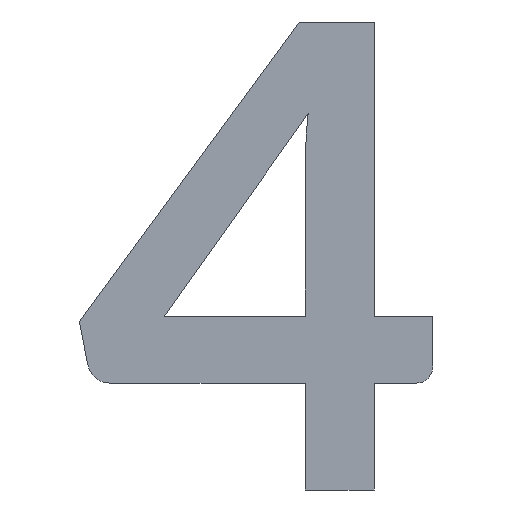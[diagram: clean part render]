
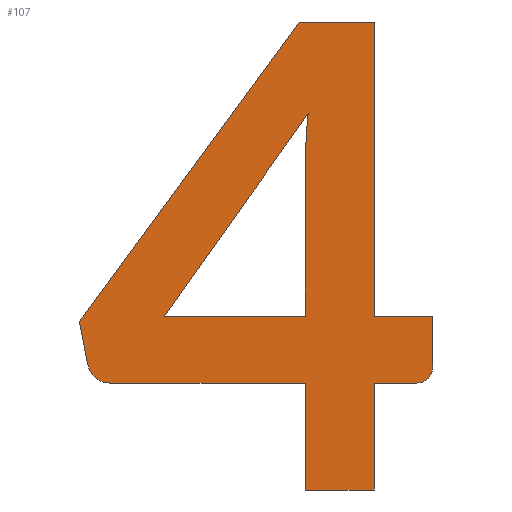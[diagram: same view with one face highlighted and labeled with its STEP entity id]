
A CAD part, front view. The second image highlights one B-rep face of the part: STEP entity #107.
In plain terms, the highlighted planar face has unit normal (0, -1, 0).
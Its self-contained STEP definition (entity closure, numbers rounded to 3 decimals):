
#12=CIRCLE('',#114,1.418);
#13=CIRCLE('',#115,0.073);
#14=CIRCLE('',#116,0.063);
#15=CIRCLE('',#117,0.043);
#16=CIRCLE('',#118,0.055);
#17=ORIENTED_EDGE('',*,*,#36,.F.);
#18=ORIENTED_EDGE('',*,*,#37,.F.);
#19=ORIENTED_EDGE('',*,*,#38,.F.);
#20=ORIENTED_EDGE('',*,*,#39,.F.);
#21=ORIENTED_EDGE('',*,*,#40,.F.);
#22=ORIENTED_EDGE('',*,*,#41,.F.);
#23=ORIENTED_EDGE('',*,*,#42,.F.);
#24=ORIENTED_EDGE('',*,*,#43,.F.);
#25=ORIENTED_EDGE('',*,*,#44,.F.);
#26=ORIENTED_EDGE('',*,*,#45,.F.);
#27=ORIENTED_EDGE('',*,*,#46,.F.);
#28=ORIENTED_EDGE('',*,*,#47,.F.);
#29=ORIENTED_EDGE('',*,*,#48,.F.);
#30=ORIENTED_EDGE('',*,*,#49,.F.);
#31=ORIENTED_EDGE('',*,*,#50,.F.);
#32=ORIENTED_EDGE('',*,*,#51,.F.);
#33=ORIENTED_EDGE('',*,*,#52,.F.);
#34=ORIENTED_EDGE('',*,*,#53,.F.);
#35=ORIENTED_EDGE('',*,*,#54,.F.);
#36=EDGE_CURVE('',#55,#56,#74,.T.);
#37=EDGE_CURVE('',#57,#55,#75,.T.);
#38=EDGE_CURVE('',#58,#57,#76,.T.);
#39=EDGE_CURVE('',#56,#58,#12,.T.);
#40=EDGE_CURVE('',#59,#60,#77,.T.);
#41=EDGE_CURVE('',#61,#59,#78,.T.);
#42=EDGE_CURVE('',#62,#61,#79,.T.);
#43=EDGE_CURVE('',#63,#62,#80,.T.);
#44=EDGE_CURVE('',#64,#63,#81,.T.);
#45=EDGE_CURVE('',#65,#64,#13,.T.);
#46=EDGE_CURVE('',#66,#65,#14,.T.);
#47=EDGE_CURVE('',#67,#66,#82,.T.);
#48=EDGE_CURVE('',#68,#67,#83,.T.);
#49=EDGE_CURVE('',#69,#68,#84,.T.);
#50=EDGE_CURVE('',#70,#69,#85,.T.);
#51=EDGE_CURVE('',#71,#70,#86,.T.);
#52=EDGE_CURVE('',#72,#71,#15,.T.);
#53=EDGE_CURVE('',#73,#72,#16,.T.);
#54=EDGE_CURVE('',#60,#73,#87,.T.);
#55=VERTEX_POINT('',#150);
#56=VERTEX_POINT('',#151);
#57=VERTEX_POINT('',#153);
#58=VERTEX_POINT('',#155);
#59=VERTEX_POINT('',#158);
#60=VERTEX_POINT('',#159);
#61=VERTEX_POINT('',#161);
#62=VERTEX_POINT('',#163);
#63=VERTEX_POINT('',#165);
#64=VERTEX_POINT('',#167);
#65=VERTEX_POINT('',#169);
#66=VERTEX_POINT('',#171);
#67=VERTEX_POINT('',#173);
#68=VERTEX_POINT('',#175);
#69=VERTEX_POINT('',#177);
#70=VERTEX_POINT('',#179);
#71=VERTEX_POINT('',#181);
#72=VERTEX_POINT('',#183);
#73=VERTEX_POINT('',#185);
#74=LINE('',#149,#88);
#75=LINE('',#152,#89);
#76=LINE('',#154,#90);
#77=LINE('',#157,#91);
#78=LINE('',#160,#92);
#79=LINE('',#162,#93);
#80=LINE('',#164,#94);
#81=LINE('',#166,#95);
#82=LINE('',#172,#96);
#83=LINE('',#174,#97);
#84=LINE('',#176,#98);
#85=LINE('',#178,#99);
#86=LINE('',#180,#100);
#87=LINE('',#186,#101);
#88=VECTOR('',#123,1000.);
#89=VECTOR('',#124,1000.);
#90=VECTOR('',#125,1000.);
#91=VECTOR('',#128,1000.);
#92=VECTOR('',#129,1000.);
#93=VECTOR('',#130,1000.);
#94=VECTOR('',#131,1000.);
#95=VECTOR('',#132,1000.);
#96=VECTOR('',#137,1000.);
#97=VECTOR('',#138,1000.);
#98=VECTOR('',#139,1000.);
#99=VECTOR('',#140,1000.);
#100=VECTOR('',#141,1000.);
#101=VECTOR('',#146,1000.);
#102=EDGE_LOOP('',(#17,#18,#19,#20));
#103=EDGE_LOOP('',(#21,#22,#23,#24,#25,#26,#27,#28,#29,#30,#31,#32,#33,
#34,#35));
#104=FACE_BOUND('',#102,.T.);
#105=FACE_BOUND('',#103,.T.);
#106=PLANE('',#113);
#107=ADVANCED_FACE('',(#104,#105),#106,.F.);
#113=AXIS2_PLACEMENT_3D('',#148,#121,#122);
#114=AXIS2_PLACEMENT_3D('',#156,#126,#127);
#115=AXIS2_PLACEMENT_3D('',#168,#133,#134);
#116=AXIS2_PLACEMENT_3D('',#170,#135,#136);
#117=AXIS2_PLACEMENT_3D('',#182,#142,#143);
#118=AXIS2_PLACEMENT_3D('',#184,#144,#145);
#121=DIRECTION('',(0.,1.,0.));
#122=DIRECTION('',(-1.,0.,0.));
#123=DIRECTION('',(0.,0.,1.));
#124=DIRECTION('',(1.,0.,0.));
#125=DIRECTION('',(-0.58,0.,-0.815));
#126=DIRECTION('',(0.,1.,0.));
#127=DIRECTION('',(-1.,0.,0.005));
#128=DIRECTION('',(1.,0.,0.));
#129=DIRECTION('',(0.,0.,-1.));
#130=DIRECTION('',(1.,0.,0.));
#131=DIRECTION('',(0.592,0.,0.806));
#132=DIRECTION('',(-0.19,0.,0.982));
#133=DIRECTION('',(0.,1.,0.));
#134=DIRECTION('',(-0.662,0.,-0.749));
#135=DIRECTION('',(0.,1.,0.));
#136=DIRECTION('',(0.013,0.,-1.));
#137=DIRECTION('',(-1.,0.,0.));
#138=DIRECTION('',(0.,0.,1.));
#139=DIRECTION('',(-1.,0.,0.));
#140=DIRECTION('',(0.,0.,-1.));
#141=DIRECTION('',(-1.,0.,0.));
#142=DIRECTION('',(0.,1.,0.));
#143=DIRECTION('',(0.757,0.,-0.653));
#144=DIRECTION('',(0.,1.,0.));
#145=DIRECTION('',(1.,0.,0.024));
#146=DIRECTION('',(0.,0.,-1.));
#148=CARTESIAN_POINT('',(5.49,0.,0.52));
#149=CARTESIAN_POINT('',(5.284,0.,0.52));
#150=CARTESIAN_POINT('',(5.284,0.,0.52));
#151=CARTESIAN_POINT('',(5.284,0.,0.981));
#152=CARTESIAN_POINT('',(4.861,0.,0.52));
#153=CARTESIAN_POINT('',(4.861,0.,0.52));
#154=CARTESIAN_POINT('',(5.292,0.,1.125));
#155=CARTESIAN_POINT('',(5.292,0.,1.125));
#156=CARTESIAN_POINT('',(6.702,0.,0.973));
#157=CARTESIAN_POINT('',(5.49,0.,0.52));
#158=CARTESIAN_POINT('',(5.49,0.,0.52));
#159=CARTESIAN_POINT('',(5.664,0.,0.52));
#160=CARTESIAN_POINT('',(5.49,0.,1.4));
#161=CARTESIAN_POINT('',(5.49,0.,1.4));
#162=CARTESIAN_POINT('',(5.265,0.,1.4));
#163=CARTESIAN_POINT('',(5.265,0.,1.4));
#164=CARTESIAN_POINT('',(4.608,0.,0.505));
#165=CARTESIAN_POINT('',(4.608,0.,0.505));
#166=CARTESIAN_POINT('',(4.633,0.,0.376));
#167=CARTESIAN_POINT('',(4.633,0.,0.376));
#168=CARTESIAN_POINT('',(4.704,0.,0.39));
#169=CARTESIAN_POINT('',(4.656,0.,0.336));
#170=CARTESIAN_POINT('',(4.697,0.,0.383));
#171=CARTESIAN_POINT('',(4.698,0.,0.32));
#172=CARTESIAN_POINT('',(5.284,0.,0.32));
#173=CARTESIAN_POINT('',(5.284,0.,0.32));
#174=CARTESIAN_POINT('',(5.284,0.,0.));
#175=CARTESIAN_POINT('',(5.284,0.,0.));
#176=CARTESIAN_POINT('',(5.49,0.,0.));
#177=CARTESIAN_POINT('',(5.49,0.,0.));
#178=CARTESIAN_POINT('',(5.49,0.,0.32));
#179=CARTESIAN_POINT('',(5.49,0.,0.32));
#180=CARTESIAN_POINT('',(5.617,0.,0.32));
#181=CARTESIAN_POINT('',(5.617,0.,0.32));
#182=CARTESIAN_POINT('',(5.619,0.,0.363));
#183=CARTESIAN_POINT('',(5.652,0.,0.335));
#184=CARTESIAN_POINT('',(5.609,0.,0.37));
#185=CARTESIAN_POINT('',(5.664,0.,0.371));
#186=CARTESIAN_POINT('',(5.664,0.,0.52));
